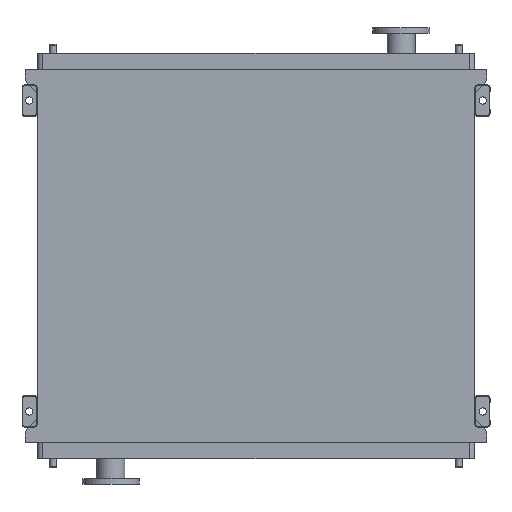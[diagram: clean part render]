
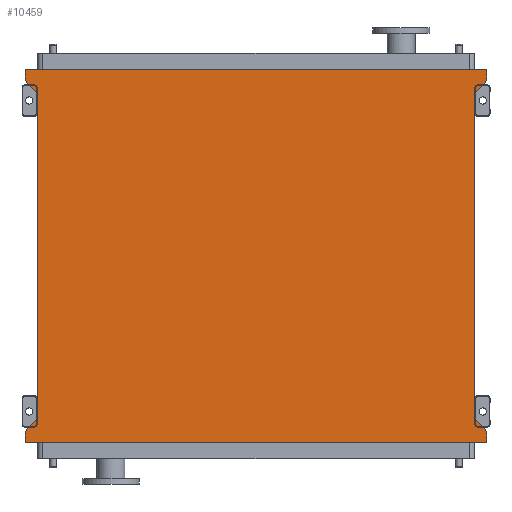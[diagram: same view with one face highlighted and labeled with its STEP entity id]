
A CAD part, front view. The second image highlights one B-rep face of the part: STEP entity #10459.
In plain terms, the highlighted planar face has unit normal (0, -1, 0).
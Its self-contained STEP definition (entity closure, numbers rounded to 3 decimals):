
#218 = DIRECTION ( 'NONE',  ( 0.655, 0., 0.755 ) ) ;
#313 = VECTOR ( 'NONE', #9401, 1000. ) ;
#368 = VECTOR ( 'NONE', #12182, 1000. ) ;
#378 = DIRECTION ( 'NONE',  ( 0., 0., 1. ) ) ;
#661 = LINE ( 'NONE', #18150, #3987 ) ;
#743 = LINE ( 'NONE', #17890, #313 ) ;
#844 = EDGE_LOOP ( 'NONE', ( #2337, #1856, #16258, #15226, #6343, #7037, #9060, #8846, #7990, #17757, #14202, #10968 ) ) ;
#1118 = DIRECTION ( 'NONE',  ( 0., 0., -1. ) ) ;
#1606 = LINE ( 'NONE', #17941, #8224 ) ;
#1856 = ORIENTED_EDGE ( 'NONE', *, *, #14805, .F. ) ;
#2138 = CARTESIAN_POINT ( 'NONE',  ( -891., 0., 53. ) ) ;
#2216 = CARTESIAN_POINT ( 'NONE',  ( 891., 0., -1345. ) ) ;
#2318 = CARTESIAN_POINT ( 'NONE',  ( 891., 0., -1345. ) ) ;
#2337 = ORIENTED_EDGE ( 'NONE', *, *, #9527, .T. ) ;
#2383 = EDGE_CURVE ( 'NONE', #15834, #2913, #14866, .T. ) ;
#2489 = LINE ( 'NONE', #8841, #17089 ) ;
#2550 = VERTEX_POINT ( 'NONE', #3477 ) ;
#2832 = CARTESIAN_POINT ( 'NONE',  ( 891., 0., 95. ) ) ;
#2913 = VERTEX_POINT ( 'NONE', #9791 ) ;
#3176 = LINE ( 'NONE', #3695, #6475 ) ;
#3240 = VERTEX_POINT ( 'NONE', #14752 ) ;
#3429 = CARTESIAN_POINT ( 'NONE',  ( -891., 0., -1303. ) ) ;
#3477 = CARTESIAN_POINT ( 'NONE',  ( 845., 0., 0. ) ) ;
#3492 = VECTOR ( 'NONE', #14870, 1000. ) ;
#3695 = CARTESIAN_POINT ( 'NONE',  ( 891., 0., 53. ) ) ;
#3714 = EDGE_CURVE ( 'NONE', #6635, #5762, #4459, .T. ) ;
#3987 = VECTOR ( 'NONE', #15388, 1000. ) ;
#4026 = EDGE_CURVE ( 'NONE', #8723, #3240, #7542, .T. ) ;
#4121 = VERTEX_POINT ( 'NONE', #14009 ) ;
#4394 = VERTEX_POINT ( 'NONE', #11661 ) ;
#4459 = LINE ( 'NONE', #7074, #15285 ) ;
#4552 = VERTEX_POINT ( 'NONE', #2216 ) ;
#5386 = CARTESIAN_POINT ( 'NONE',  ( 845., 0., -1250. ) ) ;
#5514 = VERTEX_POINT ( 'NONE', #17015 ) ;
#5762 = VERTEX_POINT ( 'NONE', #14903 ) ;
#5823 = DIRECTION ( 'NONE',  ( 0., 0., -1. ) ) ;
#6343 = ORIENTED_EDGE ( 'NONE', *, *, #6409, .F. ) ;
#6409 = EDGE_CURVE ( 'NONE', #5514, #4121, #7253, .T. ) ;
#6475 = VECTOR ( 'NONE', #9413, 1000. ) ;
#6635 = VERTEX_POINT ( 'NONE', #3429 ) ;
#6953 = CARTESIAN_POINT ( 'NONE',  ( -891., 0., -1345. ) ) ;
#7037 = ORIENTED_EDGE ( 'NONE', *, *, #10421, .F. ) ;
#7074 = CARTESIAN_POINT ( 'NONE',  ( -891., 0., -1303. ) ) ;
#7119 = CARTESIAN_POINT ( 'NONE',  ( 891., 0., 95. ) ) ;
#7253 = LINE ( 'NONE', #2138, #3492 ) ;
#7444 = CARTESIAN_POINT ( 'NONE',  ( -845., 0., -1250. ) ) ;
#7542 = LINE ( 'NONE', #5386, #14615 ) ;
#7549 = VECTOR ( 'NONE', #13721, 1000. ) ;
#7990 = ORIENTED_EDGE ( 'NONE', *, *, #8687, .F. ) ;
#8114 = DIRECTION ( 'NONE',  ( -0.655, 0., 0.755 ) ) ;
#8224 = VECTOR ( 'NONE', #8114, 1000. ) ;
#8687 = EDGE_CURVE ( 'NONE', #12382, #6635, #743, .T. ) ;
#8723 = VERTEX_POINT ( 'NONE', #16520 ) ;
#8841 = CARTESIAN_POINT ( 'NONE',  ( 845., 0., -1250. ) ) ;
#8846 = ORIENTED_EDGE ( 'NONE', *, *, #3714, .F. ) ;
#9060 = ORIENTED_EDGE ( 'NONE', *, *, #10789, .F. ) ;
#9401 = DIRECTION ( 'NONE',  ( 0., 0., 1. ) ) ;
#9413 = DIRECTION ( 'NONE',  ( -0.655, 0., -0.755 ) ) ;
#9527 = EDGE_CURVE ( 'NONE', #8723, #2550, #2489, .T. ) ;
#9587 = DIRECTION ( 'NONE',  ( 0., -1., 0. ) ) ;
#9791 = CARTESIAN_POINT ( 'NONE',  ( 891., 0., 53. ) ) ;
#9978 = LINE ( 'NONE', #7444, #17069 ) ;
#10264 = DIRECTION ( 'NONE',  ( 0., 0., 1. ) ) ;
#10421 = EDGE_CURVE ( 'NONE', #4394, #5514, #1606, .T. ) ;
#10459 = ADVANCED_FACE ( 'NONE', ( #14874 ), #18057, .T. ) ;
#10789 = EDGE_CURVE ( 'NONE', #5762, #4394, #9978, .T. ) ;
#10968 = ORIENTED_EDGE ( 'NONE', *, *, #4026, .F. ) ;
#11323 = AXIS2_PLACEMENT_3D ( 'NONE', #15231, #9587, #1118 ) ;
#11661 = CARTESIAN_POINT ( 'NONE',  ( -845., 0., 0. ) ) ;
#12182 = DIRECTION ( 'NONE',  ( -1., 0., 0. ) ) ;
#12382 = VERTEX_POINT ( 'NONE', #6953 ) ;
#12694 = EDGE_CURVE ( 'NONE', #4552, #12382, #15401, .T. ) ;
#13721 = DIRECTION ( 'NONE',  ( 0., 0., -1. ) ) ;
#13837 = DIRECTION ( 'NONE',  ( 0.655, 0., -0.755 ) ) ;
#14009 = CARTESIAN_POINT ( 'NONE',  ( -891., 0., 95. ) ) ;
#14202 = ORIENTED_EDGE ( 'NONE', *, *, #16745, .F. ) ;
#14615 = VECTOR ( 'NONE', #13837, 1000. ) ;
#14623 = LINE ( 'NONE', #16579, #7549 ) ;
#14752 = CARTESIAN_POINT ( 'NONE',  ( 891., 0., -1303. ) ) ;
#14805 = EDGE_CURVE ( 'NONE', #2913, #2550, #3176, .T. ) ;
#14866 = LINE ( 'NONE', #7119, #15307 ) ;
#14870 = DIRECTION ( 'NONE',  ( 0., 0., 1. ) ) ;
#14874 = FACE_OUTER_BOUND ( 'NONE', #844, .T. ) ;
#14903 = CARTESIAN_POINT ( 'NONE',  ( -845., 0., -1250. ) ) ;
#15226 = ORIENTED_EDGE ( 'NONE', *, *, #17458, .F. ) ;
#15231 = CARTESIAN_POINT ( 'NONE',  ( -845., 0., -1250. ) ) ;
#15285 = VECTOR ( 'NONE', #218, 1000. ) ;
#15307 = VECTOR ( 'NONE', #5823, 1000. ) ;
#15388 = DIRECTION ( 'NONE',  ( 1., 0., 0. ) ) ;
#15401 = LINE ( 'NONE', #2318, #368 ) ;
#15834 = VERTEX_POINT ( 'NONE', #2832 ) ;
#16258 = ORIENTED_EDGE ( 'NONE', *, *, #2383, .F. ) ;
#16520 = CARTESIAN_POINT ( 'NONE',  ( 845., 0., -1250. ) ) ;
#16579 = CARTESIAN_POINT ( 'NONE',  ( 891., 0., -1303. ) ) ;
#16745 = EDGE_CURVE ( 'NONE', #3240, #4552, #14623, .T. ) ;
#17015 = CARTESIAN_POINT ( 'NONE',  ( -891., 0., 53. ) ) ;
#17069 = VECTOR ( 'NONE', #10264, 1000. ) ;
#17089 = VECTOR ( 'NONE', #378, 1000. ) ;
#17458 = EDGE_CURVE ( 'NONE', #4121, #15834, #661, .T. ) ;
#17757 = ORIENTED_EDGE ( 'NONE', *, *, #12694, .F. ) ;
#17890 = CARTESIAN_POINT ( 'NONE',  ( -891., 0., -1345. ) ) ;
#17941 = CARTESIAN_POINT ( 'NONE',  ( -845., 0., 0. ) ) ;
#18057 = PLANE ( 'NONE',  #11323 ) ;
#18150 = CARTESIAN_POINT ( 'NONE',  ( -891., 0., 95. ) ) ;
